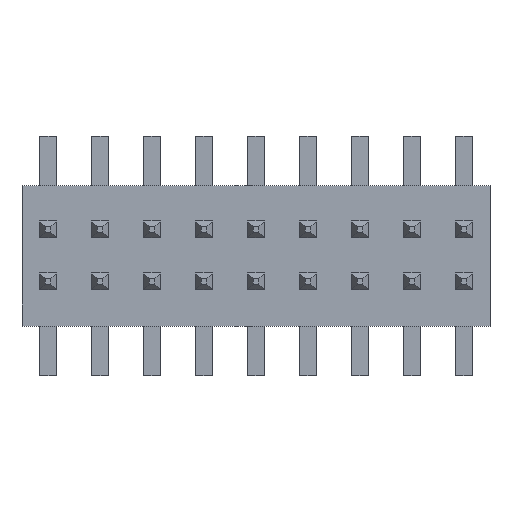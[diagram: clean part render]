
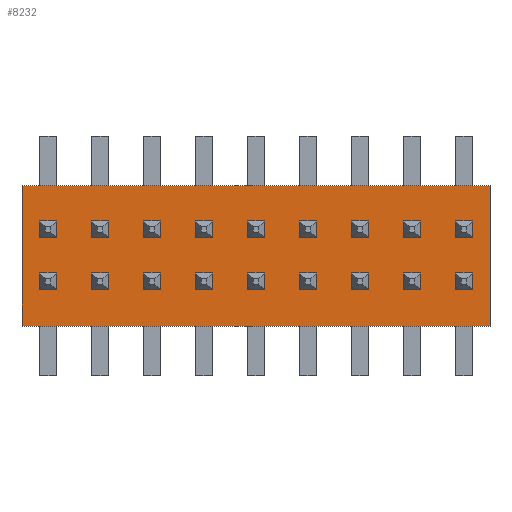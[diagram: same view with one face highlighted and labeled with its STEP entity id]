
A CAD part, top view. The second image highlights one B-rep face of the part: STEP entity #8232.
In plain terms, the highlighted face is planar.
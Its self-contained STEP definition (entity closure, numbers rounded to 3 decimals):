
#8100 = EDGE_CURVE('',#8101,#8103,#8105,.T.);
#8101 = VERTEX_POINT('',#8102);
#8102 = CARTESIAN_POINT('',(-5.715,1.753,-1.715));
#8103 = VERTEX_POINT('',#8104);
#8104 = CARTESIAN_POINT('',(-5.715,1.753,1.715));
#8105 = LINE('',#8106,#8107);
#8106 = CARTESIAN_POINT('',(-5.715,1.753,-1.715));
#8107 = VECTOR('',#8108,1.);
#8108 = DIRECTION('',(0.,0.,1.));
#8140 = EDGE_CURVE('',#8103,#8141,#8143,.T.);
#8141 = VERTEX_POINT('',#8142);
#8142 = CARTESIAN_POINT('',(5.715,1.753,1.715));
#8143 = LINE('',#8144,#8145);
#8144 = CARTESIAN_POINT('',(-5.715,1.753,1.715));
#8145 = VECTOR('',#8146,1.);
#8146 = DIRECTION('',(1.,0.,0.));
#8171 = EDGE_CURVE('',#8141,#8172,#8174,.T.);
#8172 = VERTEX_POINT('',#8173);
#8173 = CARTESIAN_POINT('',(5.715,1.753,-1.715));
#8174 = LINE('',#8175,#8176);
#8175 = CARTESIAN_POINT('',(5.715,1.753,1.715));
#8176 = VECTOR('',#8177,1.);
#8177 = DIRECTION('',(0.,0.,-1.));
#8202 = EDGE_CURVE('',#8172,#8101,#8203,.T.);
#8203 = LINE('',#8204,#8205);
#8204 = CARTESIAN_POINT('',(5.715,1.753,-1.715));
#8205 = VECTOR('',#8206,1.);
#8206 = DIRECTION('',(-1.,0.,0.));
#8232 = ADVANCED_FACE('',(#8233),#8239,.T.);
#8233 = FACE_BOUND('',#8234,.T.);
#8234 = EDGE_LOOP('',(#8235,#8236,#8237,#8238));
#8235 = ORIENTED_EDGE('',*,*,#8100,.T.);
#8236 = ORIENTED_EDGE('',*,*,#8140,.T.);
#8237 = ORIENTED_EDGE('',*,*,#8171,.T.);
#8238 = ORIENTED_EDGE('',*,*,#8202,.T.);
#8239 = PLANE('',#8240);
#8240 = AXIS2_PLACEMENT_3D('',#8241,#8242,#8243);
#8241 = CARTESIAN_POINT('',(0.,1.753,0.));
#8242 = DIRECTION('',(0.,1.,0.));
#8243 = DIRECTION('',(0.,-0.,1.));
